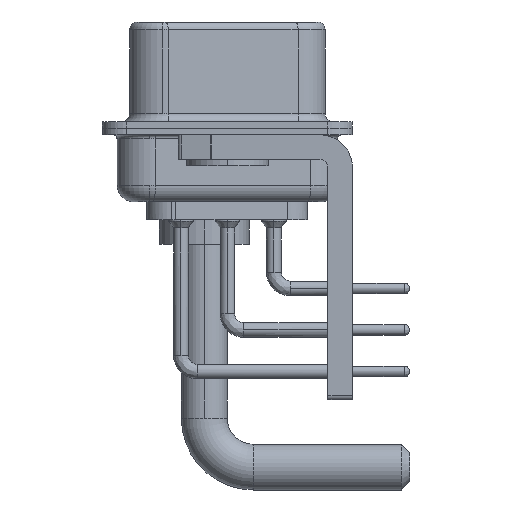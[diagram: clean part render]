
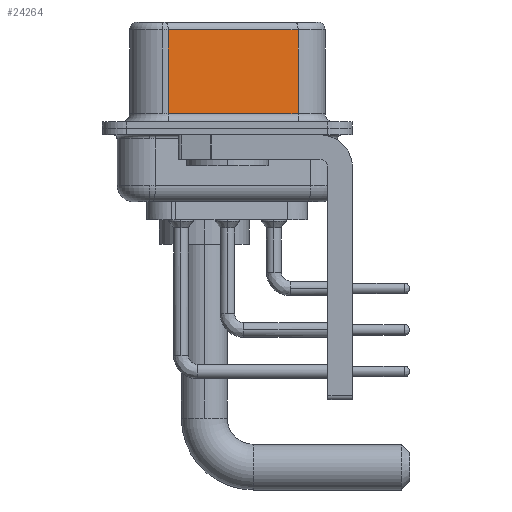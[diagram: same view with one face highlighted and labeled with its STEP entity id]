
A CAD part, left-side view. The second image highlights one B-rep face of the part: STEP entity #24264.
In plain terms, the highlighted planar face has unit normal (-0.985, -0.174, 0).
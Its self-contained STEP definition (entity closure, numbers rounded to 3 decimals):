
#1008 = CARTESIAN_POINT ( 'NONE',  ( 3.73, 3.628, 0.9 ) ) ;
#1566 = VERTEX_POINT ( 'NONE', #23061 ) ;
#1999 = CARTESIAN_POINT ( 'NONE',  ( 5.132, -4.322, 0.9 ) ) ;
#3266 = ORIENTED_EDGE ( 'NONE', *, *, #29754, .T. ) ;
#3818 = CARTESIAN_POINT ( 'NONE',  ( 5.132, -4.322, 6.52 ) ) ;
#5876 = DIRECTION ( 'NONE',  ( -0.174, 0.985, 0. ) ) ;
#6430 = FACE_OUTER_BOUND ( 'NONE', #11801, .T. ) ;
#6586 = EDGE_CURVE ( 'NONE', #1566, #25743, #30558, .T. ) ;
#8835 = VECTOR ( 'NONE', #24940, 1000. ) ;
#10230 = VECTOR ( 'NONE', #10235, 1000. ) ;
#10235 = DIRECTION ( 'NONE',  ( 0.174, -0.985, 0. ) ) ;
#10345 = CARTESIAN_POINT ( 'NONE',  ( 5.132, -4.322, 6.02 ) ) ;
#11684 = DIRECTION ( 'NONE',  ( 0.985, 0.174, 0. ) ) ;
#11801 = EDGE_LOOP ( 'NONE', ( #31938, #3266, #17064, #14825 ) ) ;
#12413 = PLANE ( 'NONE',  #13889 ) ;
#13889 = AXIS2_PLACEMENT_3D ( 'NONE', #3818, #11684, #5876 ) ;
#14825 = ORIENTED_EDGE ( 'NONE', *, *, #23499, .T. ) ;
#15318 = LINE ( 'NONE', #1999, #10230 ) ;
#15989 = CARTESIAN_POINT ( 'NONE',  ( 5.132, -4.322, 6.02 ) ) ;
#17064 = ORIENTED_EDGE ( 'NONE', *, *, #6586, .T. ) ;
#19627 = VERTEX_POINT ( 'NONE', #10345 ) ;
#19670 = CARTESIAN_POINT ( 'NONE',  ( 5.132, -4.322, 6.52 ) ) ;
#20186 = EDGE_CURVE ( 'NONE', #19627, #24914, #33898, .T. ) ;
#20946 = VECTOR ( 'NONE', #24253, 1000. ) ;
#21567 = CARTESIAN_POINT ( 'NONE',  ( 3.73, 3.628, 6.52 ) ) ;
#23061 = CARTESIAN_POINT ( 'NONE',  ( 3.73, 3.628, 6.02 ) ) ;
#23499 = EDGE_CURVE ( 'NONE', #25743, #24914, #15318, .T. ) ;
#24253 = DIRECTION ( 'NONE',  ( -0.174, 0.985, 0. ) ) ;
#24264 = ADVANCED_FACE ( 'NONE', ( #6430 ), #12413, .F. ) ;
#24914 = VERTEX_POINT ( 'NONE', #30111 ) ;
#24940 = DIRECTION ( 'NONE',  ( 0., 0., -1. ) ) ;
#25475 = DIRECTION ( 'NONE',  ( 0., 0., -1. ) ) ;
#25743 = VERTEX_POINT ( 'NONE', #1008 ) ;
#29754 = EDGE_CURVE ( 'NONE', #19627, #1566, #32508, .T. ) ;
#30111 = CARTESIAN_POINT ( 'NONE',  ( 5.132, -4.322, 0.9 ) ) ;
#30558 = LINE ( 'NONE', #21567, #8835 ) ;
#31590 = VECTOR ( 'NONE', #25475, 1000. ) ;
#31938 = ORIENTED_EDGE ( 'NONE', *, *, #20186, .F. ) ;
#32508 = LINE ( 'NONE', #15989, #20946 ) ;
#33898 = LINE ( 'NONE', #19670, #31590 ) ;
